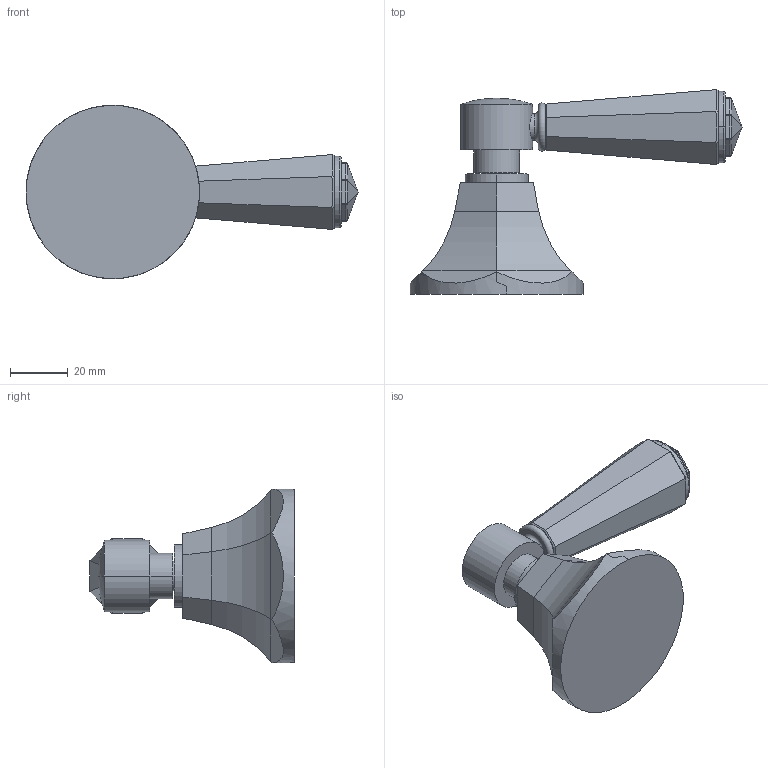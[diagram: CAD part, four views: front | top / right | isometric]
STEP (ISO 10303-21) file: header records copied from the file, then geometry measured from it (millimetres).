
FILE_DESCRIPTION((''),'2;1');
FILE_NAME('3-447','2021-01-01T16:18:27',('jinson.thomas'),(''),'CREO PARAMETRIC BY PTC INC, 2018400','CREO PARAMETRIC BY PTC INC, 2018400','');
FILE_SCHEMA(('CONFIG_CONTROL_DESIGN'));
Length unit declared in the file: inch
Products named in the file (1): 3-447
Bounding box: 115.46 x 71.2 x 60.33 mm (x, y, z)
Volume: 91279.7 mm3; surface area: 17456.3 mm2
Topology: 1 solids, 1 shells, 138 faces, 300 edges, 171 vertices
Faces by surface type: plane 70, cylinder 46, sphere 16, torus 6
Entity records: 4066 total; most frequent: CARTESIAN_POINT 1025, DIRECTION 645, ORIENTED_EDGE 596, EDGE_CURVE 298, AXIS2_PLACEMENT_3D 230, VECTOR 185, LINE 185, VERTEX_POINT 171
